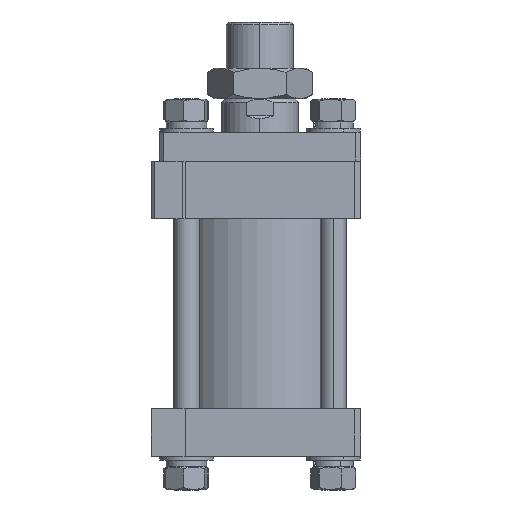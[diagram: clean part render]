
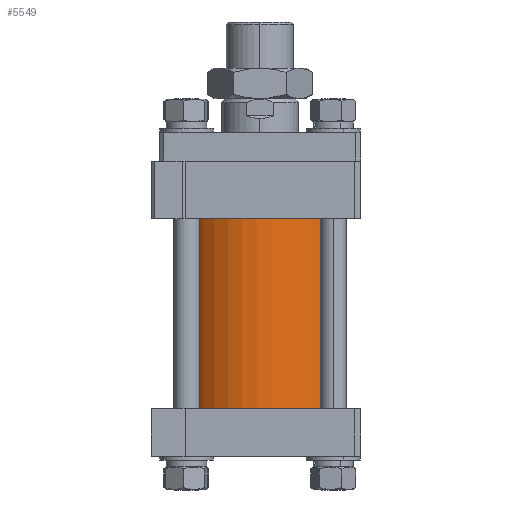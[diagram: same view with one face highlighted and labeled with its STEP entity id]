
A CAD part, front view. The second image highlights one B-rep face of the part: STEP entity #5549.
In plain terms, the highlighted cylindrical face has radius 89 mm (diameter 178 mm), a partial arc.
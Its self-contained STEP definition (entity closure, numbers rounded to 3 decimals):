
#1029 = AXIS2_PLACEMENT_3D ( 'NONE', #8166, #8164, #8158 ) ;
#1276 = LINE ( 'NONE', #3781, #1305 ) ;
#1305 = VECTOR ( 'NONE', #3780, 1000. ) ;
#1313 = LINE ( 'NONE', #3772, #1412 ) ;
#1412 = VECTOR ( 'NONE', #3778, 1000. ) ;
#1509 = CIRCLE ( 'NONE', #5910, 89. ) ;
#1875 = CIRCLE ( 'NONE', #5813, 89. ) ;
#2752 = DIRECTION ( 'NONE',  ( 0., 0., 1. ) ) ;
#2753 = CARTESIAN_POINT ( 'NONE',  ( 0., 0., -99. ) ) ;
#2754 = DIRECTION ( 'NONE',  ( 1., 0., 0. ) ) ;
#3055 = CARTESIAN_POINT ( 'NONE',  ( 89., 0., 99. ) ) ;
#3753 = DIRECTION ( 'NONE',  ( 1., 0., 0. ) ) ;
#3754 = DIRECTION ( 'NONE',  ( 0., 0., 1. ) ) ;
#3756 = CARTESIAN_POINT ( 'NONE',  ( 0., 0., 99. ) ) ;
#3772 = CARTESIAN_POINT ( 'NONE',  ( -89., 0., 99. ) ) ;
#3778 = DIRECTION ( 'NONE',  ( 0., 0., -1. ) ) ;
#3780 = DIRECTION ( 'NONE',  ( 0., 0., -1. ) ) ;
#3781 = CARTESIAN_POINT ( 'NONE',  ( 89., 0., 99. ) ) ;
#3925 = CARTESIAN_POINT ( 'NONE',  ( -89., 0., 99. ) ) ;
#3998 = CARTESIAN_POINT ( 'NONE',  ( 89., 0., -99. ) ) ;
#4021 = CARTESIAN_POINT ( 'NONE',  ( -89., 0., -99. ) ) ;
#4229 = ORIENTED_EDGE ( 'NONE', *, *, #7014, .T. ) ;
#4473 = ORIENTED_EDGE ( 'NONE', *, *, #8203, .T. ) ;
#4816 = ORIENTED_EDGE ( 'NONE', *, *, #7009, .F. ) ;
#5021 = CYLINDRICAL_SURFACE ( 'NONE', #1029, 89. ) ;
#5036 = FACE_OUTER_BOUND ( 'NONE', #6880, .T. ) ;
#5128 = ORIENTED_EDGE ( 'NONE', *, *, #7019, .F. ) ;
#5549 = ADVANCED_FACE ( 'NONE', ( #5036 ), #5021, .T. ) ;
#5813 = AXIS2_PLACEMENT_3D ( 'NONE', #2753, #2752, #2754 ) ;
#5910 = AXIS2_PLACEMENT_3D ( 'NONE', #3756, #3754, #3753 ) ;
#6534 = VERTEX_POINT ( 'NONE', #4021 ) ;
#6557 = VERTEX_POINT ( 'NONE', #3998 ) ;
#6667 = VERTEX_POINT ( 'NONE', #3925 ) ;
#6880 = EDGE_LOOP ( 'NONE', ( #4816, #5128, #4229, #4473 ) ) ;
#7009 = EDGE_CURVE ( 'NONE', #8121, #6557, #1276, .T. ) ;
#7014 = EDGE_CURVE ( 'NONE', #6667, #6534, #1313, .T. ) ;
#7019 = EDGE_CURVE ( 'NONE', #6667, #8121, #1509, .T. ) ;
#8121 = VERTEX_POINT ( 'NONE', #3055 ) ;
#8158 = DIRECTION ( 'NONE',  ( -1., 0., 0. ) ) ;
#8164 = DIRECTION ( 'NONE',  ( 0., 0., -1. ) ) ;
#8166 = CARTESIAN_POINT ( 'NONE',  ( 0., 0., 99. ) ) ;
#8203 = EDGE_CURVE ( 'NONE', #6534, #6557, #1875, .T. ) ;
